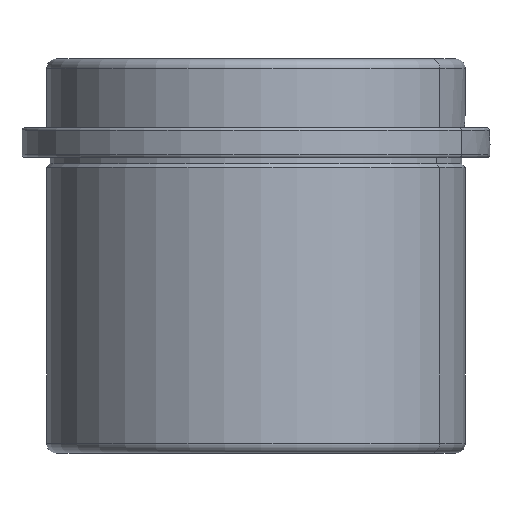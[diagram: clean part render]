
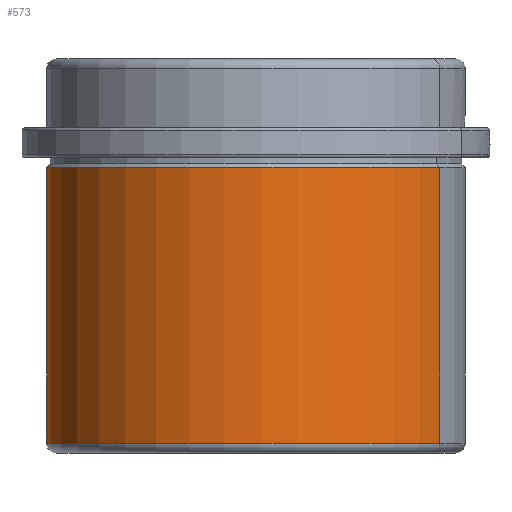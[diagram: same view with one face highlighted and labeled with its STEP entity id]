
A CAD part, front view. The second image highlights one B-rep face of the part: STEP entity #573.
In plain terms, the highlighted cylindrical face has radius 42.5 mm (diameter 85 mm), a partial arc.
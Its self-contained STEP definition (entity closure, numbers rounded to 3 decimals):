
#171=CARTESIAN_POINT('Axis2P3D Location',(0.,0.,-20.)) ;
#509=CARTESIAN_POINT('Vertex',(37.297,-20.376,-58.)) ;
#512=CARTESIAN_POINT('Axis2P3D Location',(0.,0.,-58.)) ;
#516=CARTESIAN_POINT('Vertex',(-37.297,20.376,-58.)) ;
#548=CARTESIAN_POINT('Line Origine',(37.297,-20.376,-20.)) ;
#552=CARTESIAN_POINT('Vertex',(37.297,-20.376,-2.)) ;
#555=CARTESIAN_POINT('Axis2P3D Location',(0.,0.,-2.)) ;
#559=CARTESIAN_POINT('Vertex',(-37.297,20.376,-2.)) ;
#562=CARTESIAN_POINT('Line Origine',(-37.297,20.376,-20.)) ;
#172=DIRECTION('Axis2P3D Direction',(0.,0.,-1.)) ;
#173=DIRECTION('Axis2P3D XDirection',(-0.878,0.479,-0.)) ;
#513=DIRECTION('Axis2P3D Direction',(0.,0.,-1.)) ;
#549=DIRECTION('Vector Direction',(0.,0.,-1.)) ;
#556=DIRECTION('Axis2P3D Direction',(0.,0.,-1.)) ;
#563=DIRECTION('Vector Direction',(0.,0.,-1.)) ;
#174=AXIS2_PLACEMENT_3D('Cylinder Axis2P3D',#171,#172,#173) ;
#514=AXIS2_PLACEMENT_3D('Circle Axis2P3D',#512,#513,$) ;
#557=AXIS2_PLACEMENT_3D('Circle Axis2P3D',#555,#556,$) ;
#568=ORIENTED_EDGE('',*,*,#554,.T.) ;
#569=ORIENTED_EDGE('',*,*,#561,.T.) ;
#570=ORIENTED_EDGE('',*,*,#566,.F.) ;
#571=ORIENTED_EDGE('',*,*,#518,.F.) ;
#550=VECTOR('Line Direction',#549,1.) ;
#564=VECTOR('Line Direction',#563,1.) ;
#573=ADVANCED_FACE('PartBody',(#572),#175,.T.) ;
#515=CIRCLE('generated circle',#514,42.5) ;
#558=CIRCLE('generated circle',#557,42.5) ;
#175=CYLINDRICAL_SURFACE('generated cylinder',#174,42.5) ;
#518=EDGE_CURVE('',#510,#517,#515,.T.) ;
#554=EDGE_CURVE('',#510,#553,#551,.F.) ;
#561=EDGE_CURVE('',#553,#560,#558,.T.) ;
#566=EDGE_CURVE('',#517,#560,#565,.F.) ;
#567=EDGE_LOOP('',(#568,#569,#570,#571)) ;
#572=FACE_OUTER_BOUND('',#567,.T.) ;
#551=LINE('Line',#548,#550) ;
#565=LINE('Line',#562,#564) ;
#510=VERTEX_POINT('',#509) ;
#517=VERTEX_POINT('',#516) ;
#553=VERTEX_POINT('',#552) ;
#560=VERTEX_POINT('',#559) ;
